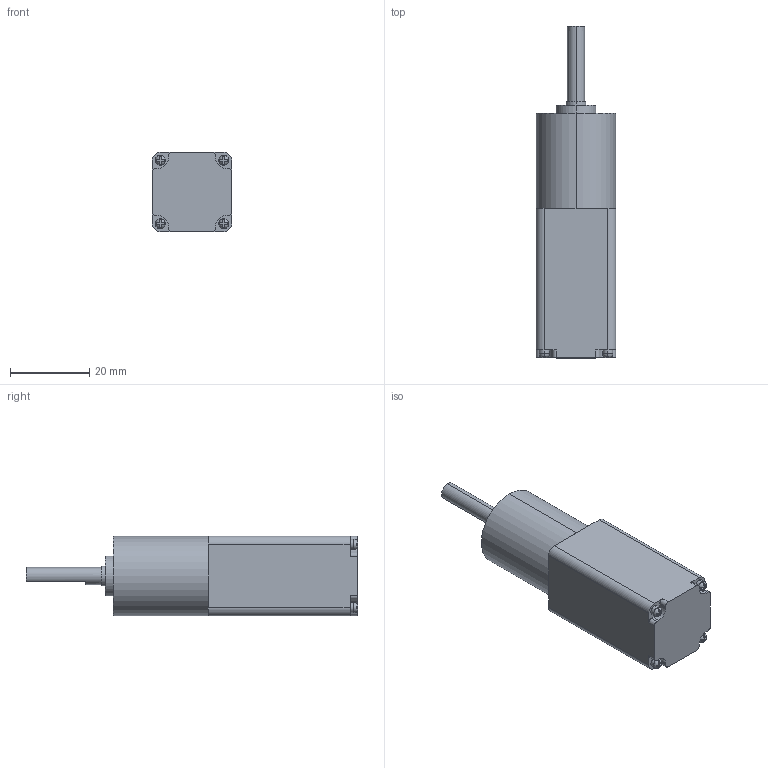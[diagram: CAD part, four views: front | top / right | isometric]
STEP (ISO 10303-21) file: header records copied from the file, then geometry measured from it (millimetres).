
FILE_DESCRIPTION (( 'STEP AP203' ), '1' );
FILE_NAME ('20SG1050-043.STEP', '2021-07-22T07:29:22', ( '微软用户' ), ( '微软中国' ), 'SwSTEP 2.0', 'SolidWorks 2016', '' );
FILE_SCHEMA (( 'CONFIG_CONTROL_DESIGN' ));
Length unit declared in the file: millimetre
Products named in the file (1): 20SG1050-043
Bounding box: 20 x 83.7 x 20 mm (x, y, z)
Volume: 22760.8 mm3; surface area: 5690.4 mm2
Topology: 1 solids, 1 shells, 140 faces, 358 edges, 234 vertices
Faces by surface type: plane 86, cylinder 46, torus 8
Entity records: 4447 total; most frequent: CARTESIAN_POINT 981, ORIENTED_EDGE 716, DIRECTION 688, EDGE_CURVE 358, AXIS2_PLACEMENT_3D 245, VERTEX_POINT 234, LINE 198, VECTOR 198
